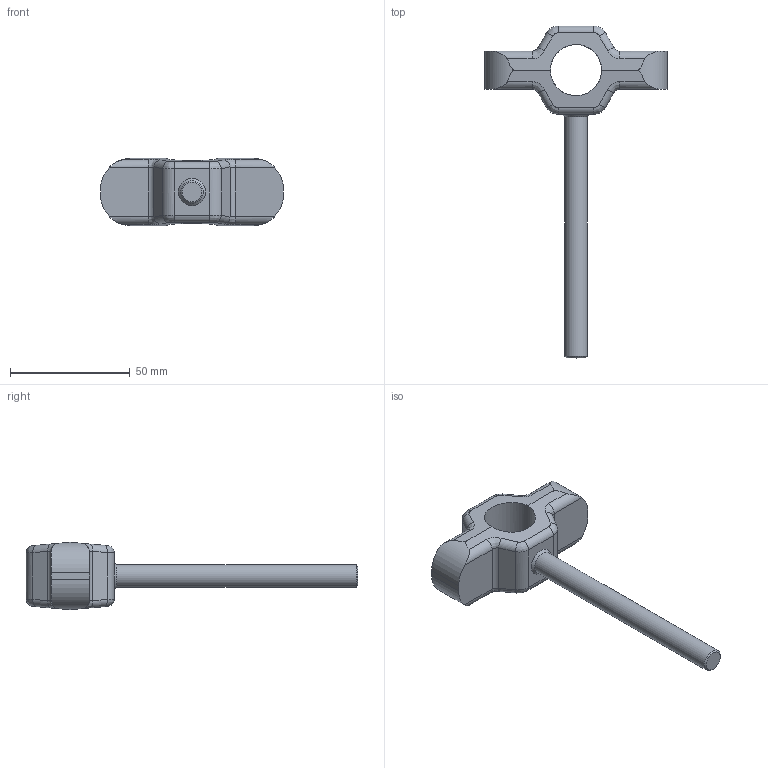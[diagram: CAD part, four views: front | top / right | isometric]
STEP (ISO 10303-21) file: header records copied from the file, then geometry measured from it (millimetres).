
FILE_DESCRIPTION (( 'STEP AP214' ), '1' );
FILE_NAME ('PHH6R0.50P304AN.STEP', '2021-03-25T13:04:10', ( '' ), ( '' ), 'SwSTEP 2.0', 'SolidWorks 2013', '' );
FILE_SCHEMA (( 'AUTOMOTIVE_DESIGN' ));
Length unit declared in the file: millimetre
Products named in the file (1): PHH6R0.50P304AN
Bounding box: 76.2 x 138.43 x 28.06 mm (x, y, z)
Volume: 42731.9 mm3; surface area: 12128.4 mm2
Topology: 1 solids, 1 shells, 69 faces, 170 edges, 102 vertices
Faces by surface type: cylinder 34, plane 17, bspline 16, cone 2
Full cylindrical faces by diameter (mm): 9.525 x1, 21.336 x1
Entity records: 3709 total; most frequent: CARTESIAN_POINT 1468, ORIENTED_EDGE 328, DIRECTION 264, EDGE_CURVE 164, VERTEX_POINT 100, AXIS2_PLACEMENT_3D 98, EDGE_LOOP 74, UNCERTAINTY_MEASURE_WITH_UNIT 72
